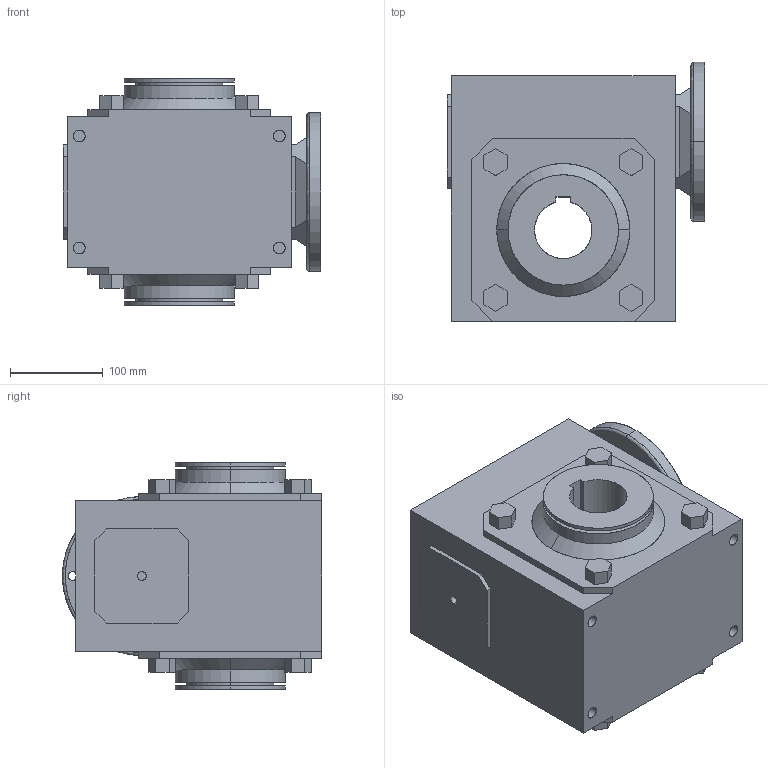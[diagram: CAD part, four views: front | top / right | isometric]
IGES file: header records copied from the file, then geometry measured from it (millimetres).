
Start section: SolidWorks IGES file using analytic representation for surfaces
Global section: file name: 37DEFAU0813031464558.igs; native system: SolidWorks 2017; preprocessor: SolidWorks 2017; author: partstream; date: 170813.003149; units: inch
Bounding box: 277.88 x 279.53 x 244.6 mm (x, y, z)
Surface area: 458439.7 mm2 (no closed solid volume)
Topology: 0 solids, 0 shells, 250 faces, 3706 edges, 3706 vertices
Faces by surface type: bspline 169, revolution 81
